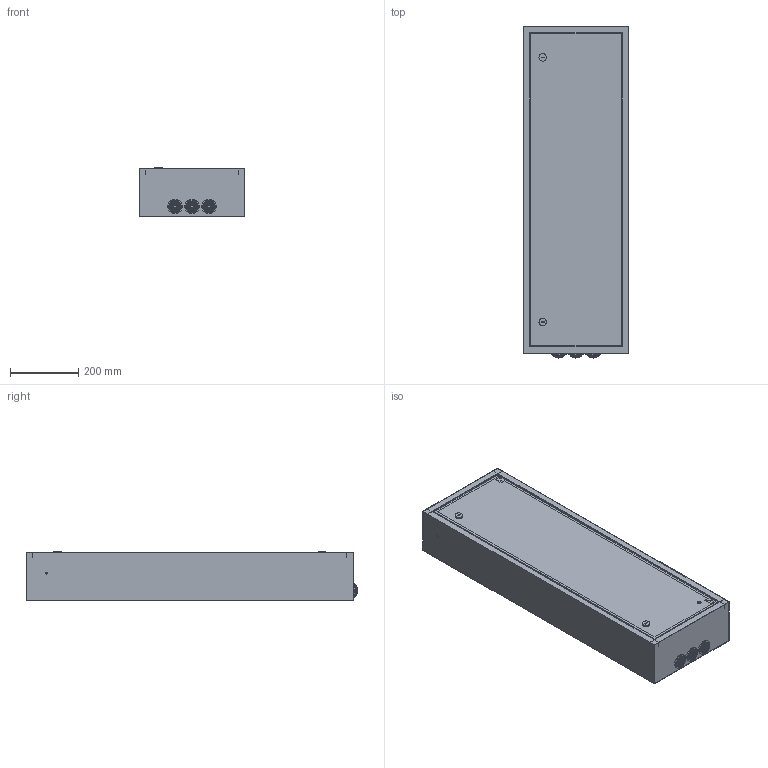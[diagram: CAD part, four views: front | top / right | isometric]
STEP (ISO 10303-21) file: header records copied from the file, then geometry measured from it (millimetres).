
FILE_DESCRIPTION (( 'STEP AP214' ), '1' );
FILE_NAME ('ÊÈÂÀ 223.00.00-05ÑÁ óïðîù.STEP', '2024-10-02T10:38:59', ( '' ), ( '' ), 'SwSTEP 2.0', 'SolidWorks 2022', '' );
FILE_SCHEMA (( 'AUTOMOTIVE_DESIGN' ));
Length unit declared in the file: millimetre
Products named in the file (1): КИВА 223.00.00-05СБ упрощ
Bounding box: 310 x 973.01 x 143.5 mm (x, y, z)
Volume: 3221182.6 mm3; surface area: 3118535.8 mm2
Topology: 36 solids, 54 shells, 3620 faces, 9773 edges, 6466 vertices
Faces by surface type: plane 2418, cylinder 866, cone 124, bspline 98, sphere 66, torus 48
Entity records: 162286 total; most frequent: CARTESIAN_POINT 30378, ORIENTED_EDGE 19522, DIRECTION 18145, EDGE_CURVE 9761, VECTOR 6971, LINE 6971, VERTEX_POINT 6464, AXIS2_PLACEMENT_3D 5587
